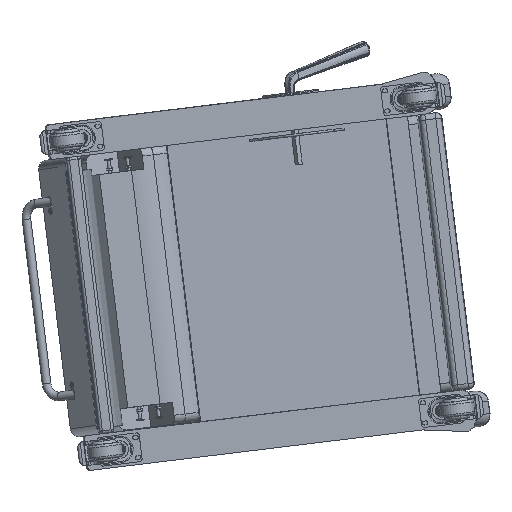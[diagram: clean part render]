
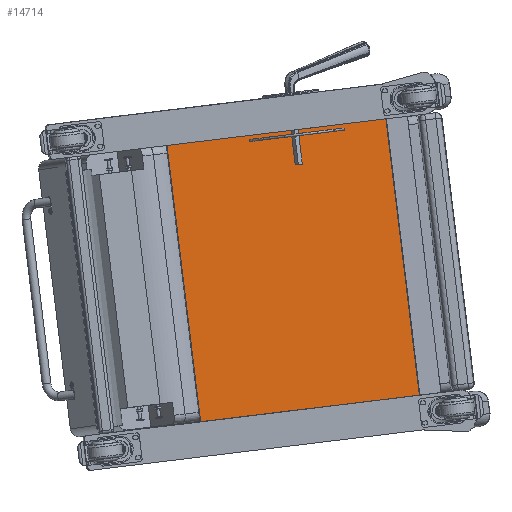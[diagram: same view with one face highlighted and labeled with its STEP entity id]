
A CAD part, front view. The second image highlights one B-rep face of the part: STEP entity #14714.
In plain terms, the highlighted face is planar.
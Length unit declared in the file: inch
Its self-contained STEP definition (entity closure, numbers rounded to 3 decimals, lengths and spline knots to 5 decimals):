
#3079=FACE_OUTER_BOUND('',#4084,.T.);
#4084=EDGE_LOOP('',(#12294,#12295,#12296,#12297));
#5058=LINE('',#27508,#5928);
#5065=LINE('',#27522,#5935);
#5067=LINE('',#27525,#5937);
#5073=LINE('',#27542,#5943);
#5928=VECTOR('',#20327,0.3937);
#5935=VECTOR('',#20336,0.3937);
#5937=VECTOR('',#20340,0.3937);
#5943=VECTOR('',#20356,0.3937);
#7073=VERTEX_POINT('',#27505);
#7074=VERTEX_POINT('',#27507);
#7079=VERTEX_POINT('',#27519);
#7080=VERTEX_POINT('',#27521);
#8864=EDGE_CURVE('',#7073,#7074,#5058,.T.);
#8871=EDGE_CURVE('',#7079,#7080,#5065,.T.);
#8873=EDGE_CURVE('',#7073,#7080,#5067,.T.);
#8879=EDGE_CURVE('',#7079,#7074,#5073,.T.);
#12294=ORIENTED_EDGE('',*,*,#8879,.T.);
#12295=ORIENTED_EDGE('',*,*,#8864,.F.);
#12296=ORIENTED_EDGE('',*,*,#8873,.T.);
#12297=ORIENTED_EDGE('',*,*,#8871,.F.);
#14030=PLANE('',#16668);
#14714=ADVANCED_FACE('',(#3079),#14030,.T.);
#16668=AXIS2_PLACEMENT_3D('',#27543,#20357,#20358);
#20327=DIRECTION('',(1.,0.,0.));
#20336=DIRECTION('',(-1.,0.,0.));
#20340=DIRECTION('',(0.,0.,-1.));
#20356=DIRECTION('',(0.,0.,1.));
#20357=DIRECTION('center_axis',(0.,-1.,0.));
#20358=DIRECTION('ref_axis',(1.,0.,0.));
#27505=CARTESIAN_POINT('',(-12.33407,-1.97439,12.));
#27507=CARTESIAN_POINT('',(6.68333,-1.97439,12.));
#27508=CARTESIAN_POINT('',(-12.33407,-1.97439,12.));
#27519=CARTESIAN_POINT('',(6.68333,-1.97439,-12.));
#27521=CARTESIAN_POINT('',(-12.33407,-1.97439,-12.));
#27522=CARTESIAN_POINT('',(-12.33407,-1.97439,-12.));
#27525=CARTESIAN_POINT('',(-12.33407,-1.97439,0.));
#27542=CARTESIAN_POINT('',(6.68333,-1.97439,0.));
#27543=CARTESIAN_POINT('Origin',(-12.33407,-1.97439,0.));
